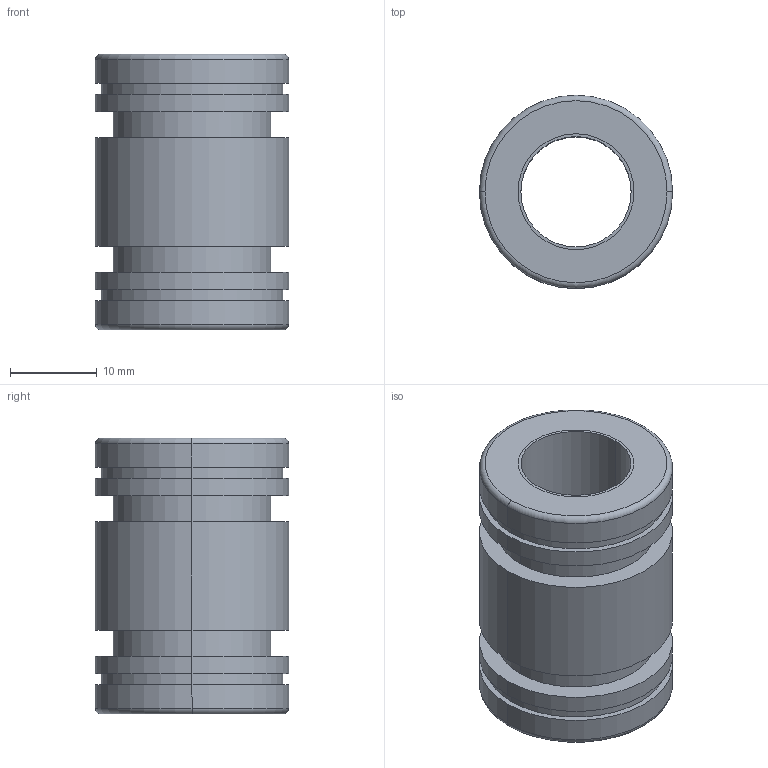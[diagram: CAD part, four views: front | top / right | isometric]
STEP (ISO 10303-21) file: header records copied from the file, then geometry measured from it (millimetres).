
FILE_DESCRIPTION((''),'2;1');
FILE_NAME('linearbearing.stp','2002-01-27T16:53:29',('Administrator'),(''),'Autodesk Inventor (tm) 3.0','Autodesk Inventor (tm) 3.0','');
FILE_SCHEMA(('CONFIG_CONTROL_DESIGN'));
Length unit declared in the file: inch
Products named in the file (3): linearbearing; linearbearing1; linearbearing2
Assembly tree (2 placements, depth 2):
  linearbearing
    linearbearing1
    linearbearing2
Bounding box: 22.23 x 22.23 x 31.75 mm (x, y, z)
Volume: 7392.7 mm3; surface area: 7237.9 mm2
Topology: 2 solids, 2 shells, 40 faces, 80 edges, 52 vertices
Faces by surface type: cylinder 24, plane 12, torus 4
Entity records: 1445 total; most frequent: DIRECTION 226, CARTESIAN_POINT 177, ORIENTED_EDGE 160, AXIS2_PLACEMENT_3D 101, EDGE_CURVE 80, CIRCLE 56, VERTEX_POINT 52, EDGE_LOOP 52
